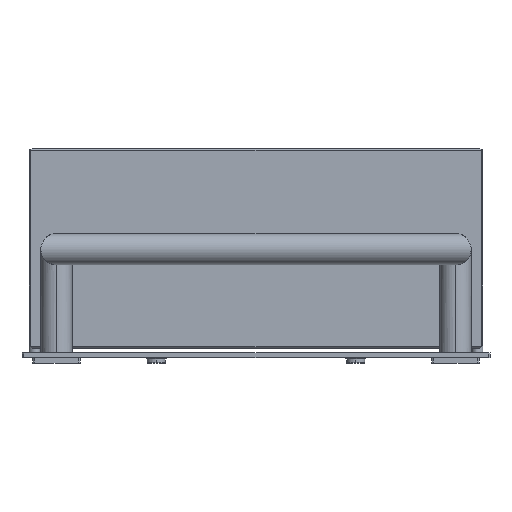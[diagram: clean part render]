
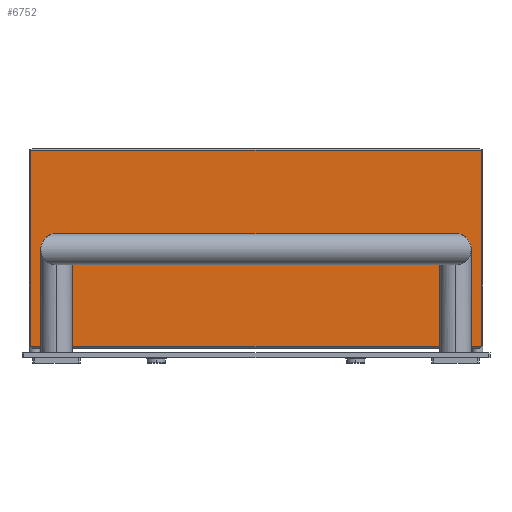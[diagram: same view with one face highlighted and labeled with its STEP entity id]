
A CAD part, front view. The second image highlights one B-rep face of the part: STEP entity #6752.
In plain terms, the highlighted planar face has unit normal (0, -1, 0).
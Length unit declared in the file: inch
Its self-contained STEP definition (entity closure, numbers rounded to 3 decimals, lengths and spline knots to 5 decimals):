
#3793=CARTESIAN_POINT('',(-5.,-0.09885,1.4171));
#3794=DIRECTION('',(0.,-1.,0.));
#3795=DIRECTION('',(1.,0.,0.));
#3796=AXIS2_PLACEMENT_3D('',#3793,#3794,#3795);
#3811=DIRECTION('',(0.,0.,-1.));
#3812=VECTOR('',#3811,4.92);
#3813=CARTESIAN_POINT('',(5.65,-0.09885,5.1961));
#3814=LINE('',#3813,#3812);
#3815=DIRECTION('',(-1.,0.,0.));
#3816=VECTOR('',#3815,11.3);
#3817=CARTESIAN_POINT('',(5.65,-0.09885,0.2761));
#3818=LINE('',#3817,#3816);
#3819=DIRECTION('',(0.,0.,-1.));
#3820=VECTOR('',#3819,4.92);
#3821=CARTESIAN_POINT('',(-5.65,-0.09885,5.1961));
#3822=LINE('',#3821,#3820);
#3823=DIRECTION('',(1.,0.,0.));
#3824=VECTOR('',#3823,11.3);
#3825=CARTESIAN_POINT('',(-5.65,-0.09885,5.1961));
#3826=LINE('',#3825,#3824);
#4123=CARTESIAN_POINT('',(-5.,-0.09885,1.4171));
#4124=DIRECTION('',(0.,-1.,0.));
#4125=DIRECTION('',(-1.,0.,0.));
#4126=AXIS2_PLACEMENT_3D('',#4123,#4124,#4125);
#4133=CARTESIAN_POINT('',(5.,-0.09885,1.4171));
#4134=DIRECTION('',(0.,-1.,0.));
#4135=DIRECTION('',(-1.,0.,0.));
#4136=AXIS2_PLACEMENT_3D('',#4133,#4134,#4135);
#4143=CARTESIAN_POINT('',(5.,-0.09885,1.4171));
#4144=DIRECTION('',(0.,-1.,0.));
#4145=DIRECTION('',(1.,0.,0.));
#4146=AXIS2_PLACEMENT_3D('',#4143,#4144,#4145);
#6235=CARTESIAN_POINT('',(5.65,-0.09885,5.1961));
#6236=VERTEX_POINT('',#6235);
#6237=CARTESIAN_POINT('',(5.65,-0.09885,0.2761));
#6238=VERTEX_POINT('',#6237);
#6241=CARTESIAN_POINT('',(-5.65,-0.09885,5.1961));
#6242=VERTEX_POINT('',#6241);
#6247=CARTESIAN_POINT('',(-5.65,-0.09885,0.2761));
#6248=VERTEX_POINT('',#6247);
#6329=CARTESIAN_POINT('',(4.882,-0.09885,1.4171));
#6330=CARTESIAN_POINT('',(5.118,-0.09885,1.4171));
#6331=VERTEX_POINT('',#6329);
#6332=VERTEX_POINT('',#6330);
#6339=CARTESIAN_POINT('',(-5.118,-0.09885,1.4171));
#6340=CARTESIAN_POINT('',(-4.882,-0.09885,1.4171));
#6341=VERTEX_POINT('',#6339);
#6342=VERTEX_POINT('',#6340);
#6726=CARTESIAN_POINT('',(-5.69,-0.09885,0.2361));
#6727=DIRECTION('',(0.,-1.,0.));
#6728=DIRECTION('',(1.,0.,0.));
#6729=AXIS2_PLACEMENT_3D('',#6726,#6727,#6728);
#6730=PLANE('',#6729);
#6732=ORIENTED_EDGE('',*,*,#6731,.T.);
#6734=ORIENTED_EDGE('',*,*,#6733,.T.);
#6736=ORIENTED_EDGE('',*,*,#6735,.F.);
#6738=ORIENTED_EDGE('',*,*,#6737,.T.);
#6739=EDGE_LOOP('',(#6732,#6734,#6736,#6738));
#6740=FACE_OUTER_BOUND('',#6739,.F.);
#6742=ORIENTED_EDGE('',*,*,#6741,.T.);
#6743=ORIENTED_EDGE('',*,*,#6716,.T.);
#6744=EDGE_LOOP('',(#6742,#6743));
#6745=FACE_BOUND('',#6744,.F.);
#6747=ORIENTED_EDGE('',*,*,#6746,.T.);
#6749=ORIENTED_EDGE('',*,*,#6748,.T.);
#6750=EDGE_LOOP('',(#6747,#6749));
#6751=FACE_BOUND('',#6750,.F.);
#6752=ADVANCED_FACE('',(#6740,#6745,#6751),#6730,.T.);
#3797=CIRCLE('',#3796,0.118);
#4127=CIRCLE('',#4126,0.118);
#4137=CIRCLE('',#4136,0.118);
#4147=CIRCLE('',#4146,0.118);
#6716=EDGE_CURVE('',#6342,#6341,#3797,.T.);
#6731=EDGE_CURVE('',#6236,#6238,#3814,.T.);
#6733=EDGE_CURVE('',#6238,#6248,#3818,.T.);
#6735=EDGE_CURVE('',#6242,#6248,#3822,.T.);
#6737=EDGE_CURVE('',#6242,#6236,#3826,.T.);
#6741=EDGE_CURVE('',#6341,#6342,#4127,.T.);
#6746=EDGE_CURVE('',#6331,#6332,#4137,.T.);
#6748=EDGE_CURVE('',#6332,#6331,#4147,.T.);
